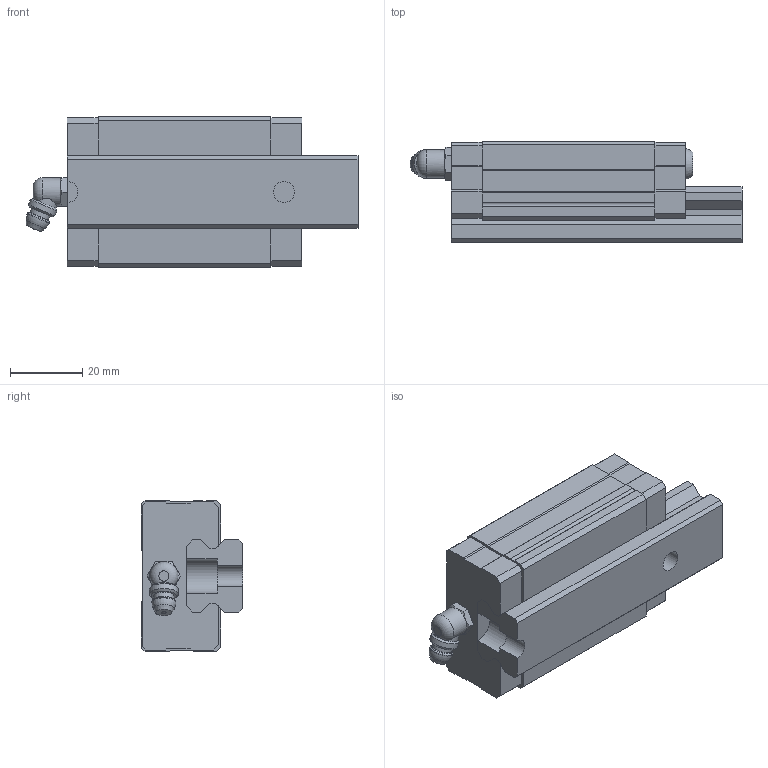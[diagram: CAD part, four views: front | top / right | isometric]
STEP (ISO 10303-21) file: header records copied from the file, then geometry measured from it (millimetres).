
FILE_DESCRIPTION(/* description */ ('STEP AP214'),/* implementation_level */ '2;1');
FILE_NAME(/* name */ 'LSD20HN1X80.5S0AN-M6',/* time_stamp */ '2022-10-26T17:59:53+02:00',/* author */ ('License CC BY-ND 4.0'),/* organization */ ('CADENAS'),/* preprocessor_version */ 'ST-DEVELOPER v18.102',/* originating_system */ 'PARTsolutions',/* authorisation */ ' ');
FILE_SCHEMA (('AUTOMOTIVE_DESIGN {1 0 10303 214 3 1 1}'));
Length unit declared in the file: millimetre
Products named in the file (4): LSD20HN1X80.5S0AN-M6; LSD20BK-HN-N-A-M6; LSD20RLX80.5-S0-N-D; LSD20HN1X80.5S0AN-M6_d
Assembly tree (3 placements, depth 2):
  LSD20HN1X80.5S0AN-M6
    LSD20BK-HN-N-A-M6
    LSD20RLX80.5-S0-N-D
    LSD20HN1X80.5S0AN-M6_d
Bounding box: 91.96 x 28 x 42 mm (x, y, z)
Volume: 69621.8 mm3; surface area: 18651.2 mm2
Topology: 2 solids, 2 shells, 146 faces, 383 edges, 251 vertices
Faces by surface type: plane 117, cylinder 15, cone 8, torus 5, sphere 1
Full cylindrical faces by diameter (mm): 4.134 x4, 5.5 x1, 5.8 x1, 6.6 x1, 7.85 x1, 8 x1, 9.5 x1
Entity records: 4388 total; most frequent: CARTESIAN_POINT 806, ORIENTED_EDGE 708, DIRECTION 682, EDGE_CURVE 354, LINE 302, VECTOR 302, VERTEX_POINT 245, AXIS2_PLACEMENT_3D 190
